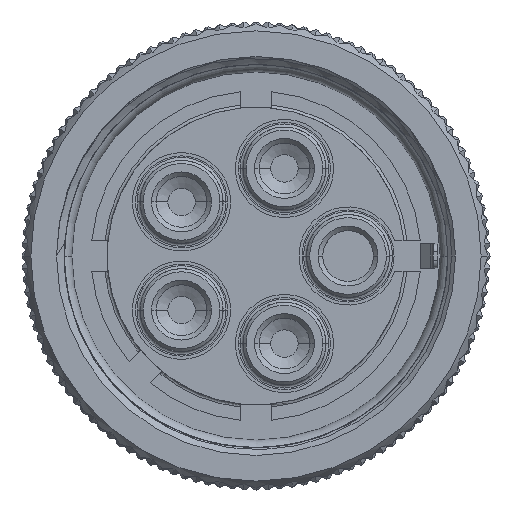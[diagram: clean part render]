
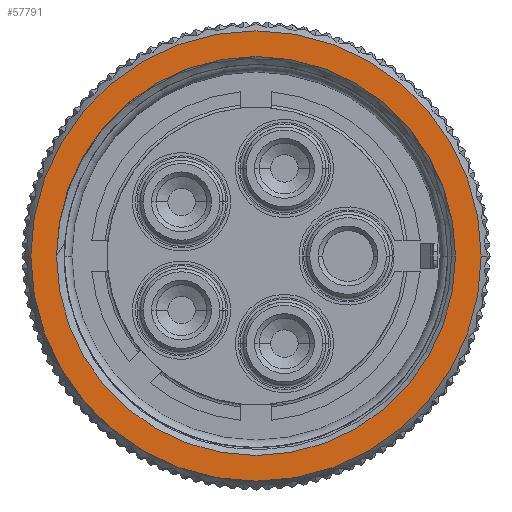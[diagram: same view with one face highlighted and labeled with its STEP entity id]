
A CAD part, left-side view. The second image highlights one B-rep face of the part: STEP entity #57791.
In plain terms, the highlighted planar face has unit normal (-1, 0, 0).
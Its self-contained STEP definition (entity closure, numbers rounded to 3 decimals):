
#77=CARTESIAN_POINT('',(0.,0.,0.));
#78=DIRECTION('',(1.,0.,0.));
#79=DIRECTION('',(0.,1.,0.));
#80=AXIS2_PLACEMENT_3D('',#77,#78,#79);
#354=CARTESIAN_POINT('',(0.,0.,0.));
#355=DIRECTION('',(-1.,0.,0.));
#356=DIRECTION('',(0.,1.,0.));
#357=AXIS2_PLACEMENT_3D('',#354,#355,#356);
#424=CARTESIAN_POINT('',(0.,0.,0.));
#425=DIRECTION('',(-1.,0.,0.));
#426=DIRECTION('',(0.,1.,0.));
#427=AXIS2_PLACEMENT_3D('',#424,#425,#426);
#429=CARTESIAN_POINT('',(0.,0.,0.));
#430=DIRECTION('',(1.,0.,0.));
#431=DIRECTION('',(0.,1.,0.));
#432=AXIS2_PLACEMENT_3D('',#429,#430,#431);
#52516=CARTESIAN_POINT('',(0.,14.673,0.));
#52517=CARTESIAN_POINT('',(0.,-14.673,0.));
#52518=VERTEX_POINT('',#52516);
#52519=VERTEX_POINT('',#52517);
#52520=CARTESIAN_POINT('',(0.,13.,0.));
#52521=CARTESIAN_POINT('',(0.,-13.,0.));
#52522=VERTEX_POINT('',#52520);
#52523=VERTEX_POINT('',#52521);
#57776=CARTESIAN_POINT('',(0.,0.,0.));
#57777=DIRECTION('',(1.,0.,0.));
#57778=DIRECTION('',(0.,-1.,0.));
#57779=AXIS2_PLACEMENT_3D('',#57776,#57777,#57778);
#57780=PLANE('279',#57779);
#57782=ORIENTED_EDGE('4589',*,*,#57781,.F.);
#57784=ORIENTED_EDGE('4571',*,*,#57783,.T.);
#57785=EDGE_LOOP('279',(#57782,#57784));
#57786=FACE_OUTER_BOUND('279',#57785,.F.);
#57787=ORIENTED_EDGE('4649',*,*,#57445,.F.);
#57788=ORIENTED_EDGE('4572',*,*,#57758,.T.);
#57789=EDGE_LOOP('279',(#57787,#57788));
#57790=FACE_BOUND('279',#57789,.F.);
#81=CIRCLE('4649',#80,13.);
#358=CIRCLE('4572',#357,13.);
#428=CIRCLE('4589',#427,14.673);
#433=CIRCLE('4571',#432,14.673);
#57445=EDGE_CURVE('4649',#52522,#52523,#81,.T.);
#57758=EDGE_CURVE('4572',#52522,#52523,#358,.T.);
#57781=EDGE_CURVE('4589',#52518,#52519,#428,.T.);
#57783=EDGE_CURVE('4571',#52518,#52519,#433,.T.);
#57791=ADVANCED_FACE('279',(#57786,#57790),#57780,.F.);
